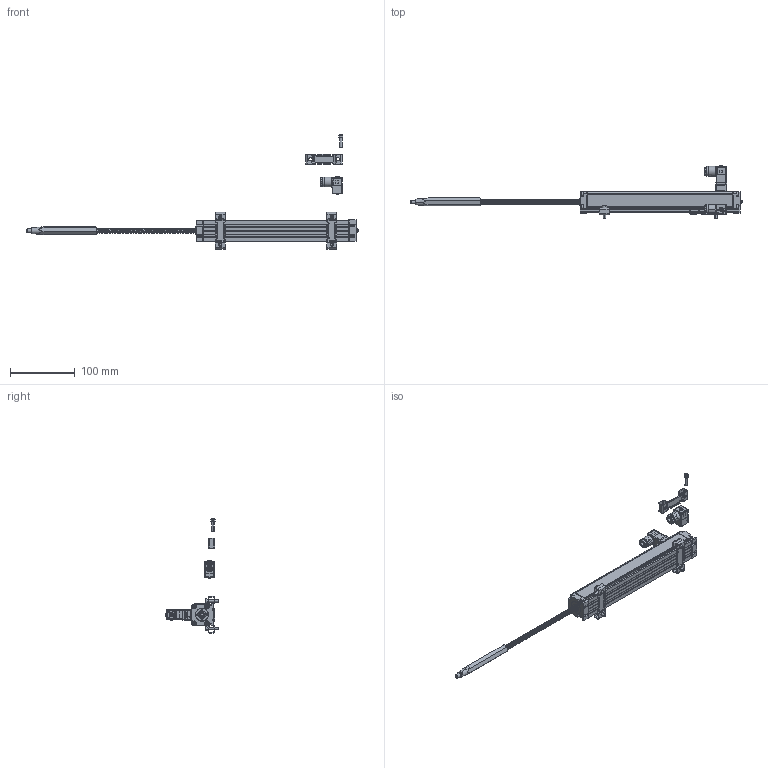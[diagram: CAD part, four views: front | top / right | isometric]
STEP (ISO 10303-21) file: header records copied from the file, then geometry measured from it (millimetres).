
FILE_DESCRIPTION (( 'STEP AP214' ), '1' );
FILE_NAME ('LSSR33-ACC-KIT.STEP', '2025-03-11T17:37:39', ( '' ), ( '' ), 'SwSTEP 2.0', 'SolidWorks 2024', '' );
FILE_SCHEMA (( 'AUTOMOTIVE_DESIGN' ));
Length unit declared in the file: millimetre
Products named in the file (1): LSSR33-ACC-KIT
Bounding box: 512.54 x 82 x 176 mm (x, y, z)
Volume: 292527.7 mm3; surface area: 101991.2 mm2
Topology: 44 solids, 44 shells, 1872 faces, 4986 edges, 3243 vertices
Faces by surface type: plane 911, cylinder 763, cone 118, bspline 79, sphere 1
Entity records: 102845 total; most frequent: CARTESIAN_POINT 56350, ORIENTED_EDGE 9924, DIRECTION 9244, EDGE_CURVE 4962, VERTEX_POINT 3241, AXIS2_PLACEMENT_3D 3184, LINE 2876, VECTOR 2876
